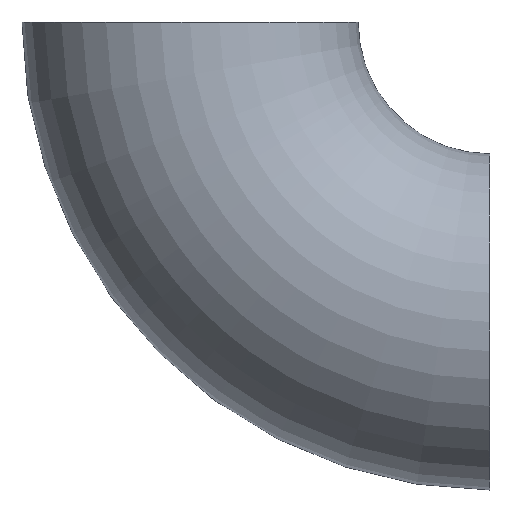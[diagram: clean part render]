
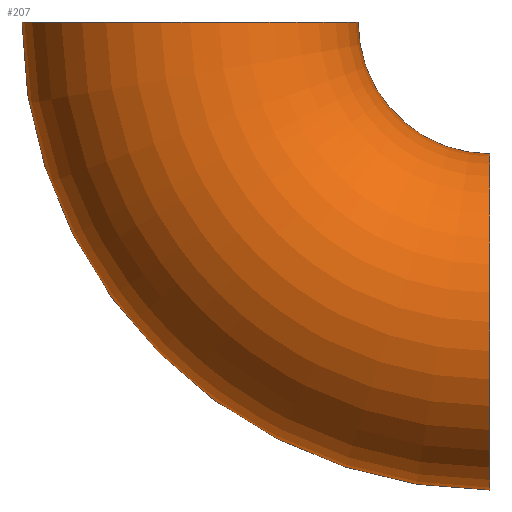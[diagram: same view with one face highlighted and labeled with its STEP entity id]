
A CAD part, front view. The second image highlights one B-rep face of the part: STEP entity #207.
In plain terms, the highlighted toroidal (fillet/blend) face has major radius 102 mm and minor radius 57.15 mm.
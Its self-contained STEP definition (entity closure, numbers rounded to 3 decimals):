
#5 = EDGE_CURVE ( 'NONE', #160, #238, #164, .T. ) ;
#6 = CARTESIAN_POINT ( 'NONE',  ( 0., 0., -102. ) ) ;
#8 = CARTESIAN_POINT ( 'NONE',  ( 0., 0., 0. ) ) ;
#30 = DIRECTION ( 'NONE',  ( 1., 0., 0. ) ) ;
#36 = CIRCLE ( 'NONE', #77, 57.15 ) ;
#39 = EDGE_CURVE ( 'NONE', #160, #157, #228, .T. ) ;
#45 = ORIENTED_EDGE ( 'NONE', *, *, #5, .T. ) ;
#52 = AXIS2_PLACEMENT_3D ( 'NONE', #126, #200, #226 ) ;
#54 = FACE_OUTER_BOUND ( 'NONE', #100, .T. ) ;
#77 = AXIS2_PLACEMENT_3D ( 'NONE', #241, #108, #30 ) ;
#83 = DIRECTION ( 'NONE',  ( 0., 0., 1. ) ) ;
#85 = DIRECTION ( 'NONE',  ( 0., 1., 0. ) ) ;
#86 = DIRECTION ( 'NONE',  ( 0., 0., 1. ) ) ;
#100 = EDGE_LOOP ( 'NONE', ( #153, #45, #178, #134 ) ) ;
#108 = DIRECTION ( 'NONE',  ( 0., 0., 1. ) ) ;
#111 = AXIS2_PLACEMENT_3D ( 'NONE', #6, #121, #124 ) ;
#121 = DIRECTION ( 'NONE',  ( -1., 0., 0. ) ) ;
#123 = CARTESIAN_POINT ( 'NONE',  ( 0., 0., 0. ) ) ;
#124 = DIRECTION ( 'NONE',  ( 0., 0., 1. ) ) ;
#126 = CARTESIAN_POINT ( 'NONE',  ( 0., 0., 0. ) ) ;
#128 = EDGE_CURVE ( 'NONE', #238, #188, #233, .T. ) ;
#134 = ORIENTED_EDGE ( 'NONE', *, *, #155, .F. ) ;
#138 = DIRECTION ( 'NONE',  ( 0., 1., 0. ) ) ;
#140 = TOROIDAL_SURFACE ( 'NONE', #52, 102., 57.15 ) ;
#141 = CARTESIAN_POINT ( 'NONE',  ( -44.85, 0., 0. ) ) ;
#142 = CARTESIAN_POINT ( 'NONE',  ( -159.15, 0., 0. ) ) ;
#153 = ORIENTED_EDGE ( 'NONE', *, *, #39, .F. ) ;
#155 = EDGE_CURVE ( 'NONE', #157, #188, #36, .T. ) ;
#157 = VERTEX_POINT ( 'NONE', #142 ) ;
#160 = VERTEX_POINT ( 'NONE', #220 ) ;
#164 = CIRCLE ( 'NONE', #111, 57.15 ) ;
#178 = ORIENTED_EDGE ( 'NONE', *, *, #128, .T. ) ;
#180 = CARTESIAN_POINT ( 'NONE',  ( 0., 0., -44.85 ) ) ;
#188 = VERTEX_POINT ( 'NONE', #141 ) ;
#196 = AXIS2_PLACEMENT_3D ( 'NONE', #123, #138, #83 ) ;
#200 = DIRECTION ( 'NONE',  ( 0., 1., 0. ) ) ;
#207 = ADVANCED_FACE ( 'NONE', ( #54 ), #140, .T. ) ;
#220 = CARTESIAN_POINT ( 'NONE',  ( 0., 0., -159.15 ) ) ;
#226 = DIRECTION ( 'NONE',  ( 0., 0., 1. ) ) ;
#228 = CIRCLE ( 'NONE', #196, 159.15 ) ;
#230 = AXIS2_PLACEMENT_3D ( 'NONE', #8, #85, #86 ) ;
#233 = CIRCLE ( 'NONE', #230, 44.85 ) ;
#238 = VERTEX_POINT ( 'NONE', #180 ) ;
#241 = CARTESIAN_POINT ( 'NONE',  ( -102., 0., 0. ) ) ;
